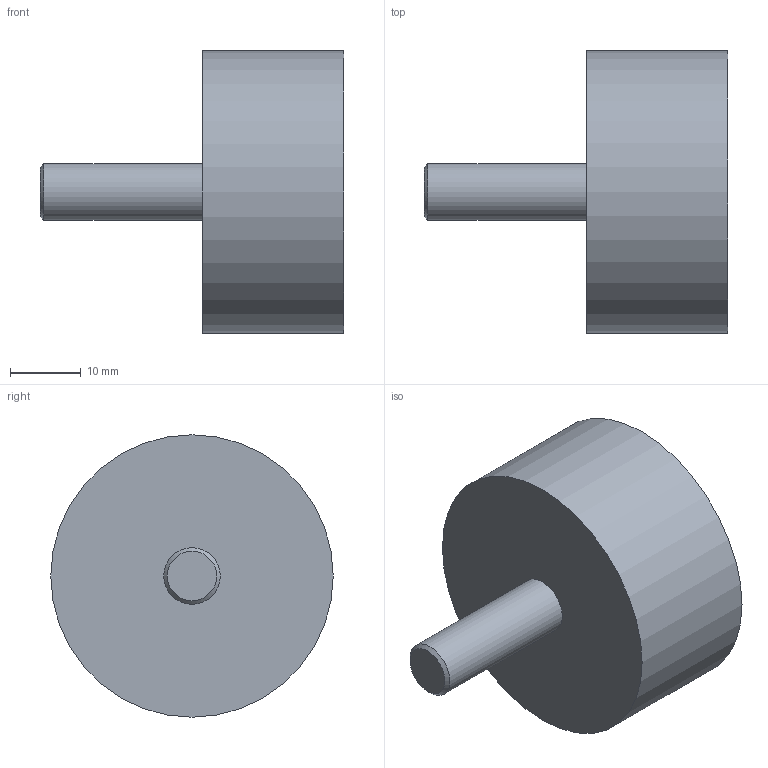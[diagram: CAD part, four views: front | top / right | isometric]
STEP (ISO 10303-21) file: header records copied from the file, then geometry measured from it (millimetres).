
FILE_DESCRIPTION(/* description */ ('Puffer cilindrico A1PM 40X20 M8X23 60SH'),/* implementation_level */ '2;1');
FILE_NAME(/* name */ 'A1PM4020.stp',/* time_stamp */ '2022-06-17T12:04:36+02:00',/* author */ ('Daniele'),/* organization */ (''),/* preprocessor_version */ 'ST-DEVELOPER v18.1',/* originating_system */ 'Autodesk Inventor 2021',/* authorisation */ '');
FILE_SCHEMA (('AUTOMOTIVE_DESIGN { 1 0 10303 214 3 1 1 }'));
Length unit declared in the file: millimetre
Products named in the file (1): A1PM4020
Bounding box: 43 x 40 x 40 mm (x, y, z)
Volume: 26285.8 mm3; surface area: 5596.9 mm2
Topology: 1 solids, 1 shells, 6 faces, 9 edges, 6 vertices
Faces by surface type: plane 3, cylinder 2, cone 1
Full cylindrical faces by diameter (mm): 8 x1, 40 x1
Entity records: 191 total; most frequent: DIRECTION 29, CARTESIAN_POINT 22, ORIENTED_EDGE 18, AXIS2_PLACEMENT_3D 13, EDGE_CURVE 9, EDGE_LOOP 7, FACE_OUTER_BOUND 6, CIRCLE 6
